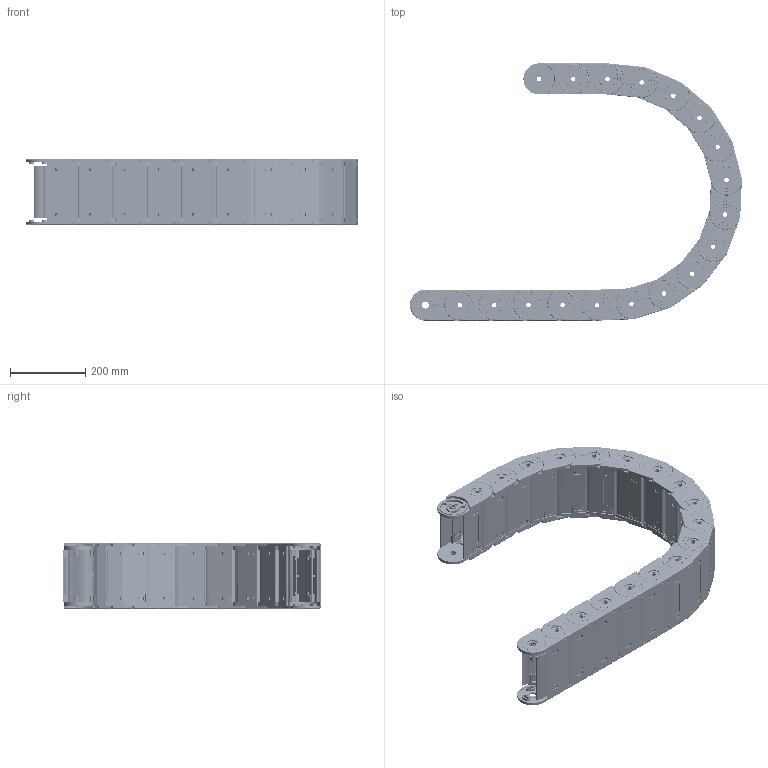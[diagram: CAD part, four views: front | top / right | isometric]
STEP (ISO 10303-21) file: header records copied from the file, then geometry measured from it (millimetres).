
FILE_DESCRIPTION (( 'STEP AP214' ), '1' );
FILE_NAME ('CK60-K140-R300.STEP', '2019-09-06T11:43:16', ( '' ), ( '' ), 'SwSTEP 2.0', 'SolidWorks 2017', '' );
FILE_SCHEMA (( 'AUTOMOTIVE_DESIGN' ));
Length unit declared in the file: millimetre
Products named in the file (2): CK60-K140; CK60-K140-R300
Assembly tree (18 placements, depth 2):
  CK60-K140-R300
    CK60-K140  x18
Bounding box: 880.59 x 682.4 x 173.06 mm (x, y, z)
Volume: 4793033.6 mm3; surface area: 3067951.1 mm2
Topology: 90 solids, 90 shells, 16092 faces, 42966 edges, 28224 vertices
Faces by surface type: plane 7236, cylinder 5040, bspline 3420, torus 360, cone 36
Entity records: 37423 total; most frequent: CARTESIAN_POINT 16461, ORIENTED_EDGE 4766, DIRECTION 3792, EDGE_CURVE 2383, VERTEX_POINT 1568, LINE 1338, VECTOR 1338, AXIS2_PLACEMENT_3D 1227
